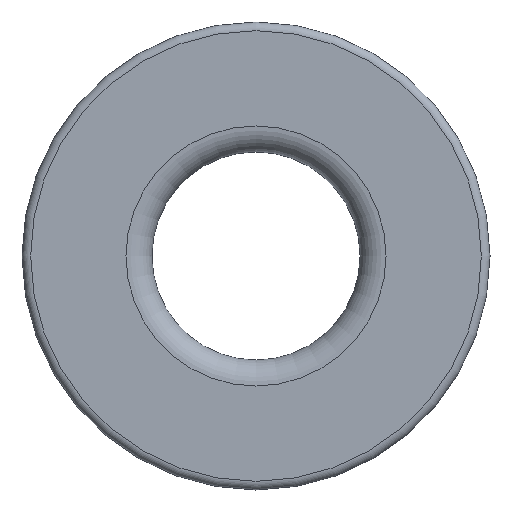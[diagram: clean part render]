
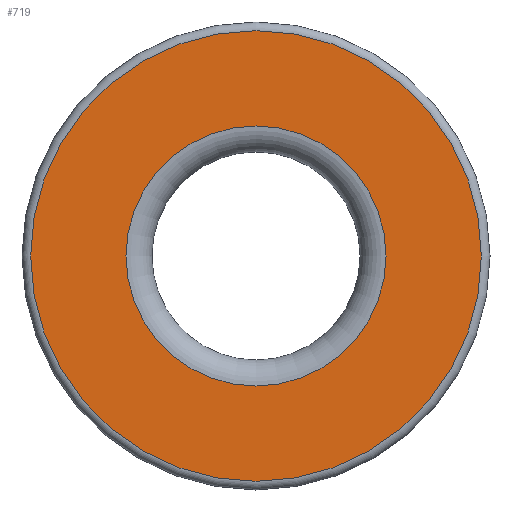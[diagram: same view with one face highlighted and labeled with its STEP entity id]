
A CAD part, front view. The second image highlights one B-rep face of the part: STEP entity #719.
In plain terms, the highlighted planar face has unit normal (0, -1, 0).
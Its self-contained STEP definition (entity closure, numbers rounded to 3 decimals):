
#15=FACE_BOUND('',#111,.T.);
#24=PLANE('',#786);
#62=FACE_OUTER_BOUND('',#110,.T.);
#110=EDGE_LOOP('',(#469));
#111=EDGE_LOOP('',(#470));
#165=CIRCLE('',#780,7.5);
#170=CIRCLE('',#787,13.);
#270=VERTEX_POINT('',#1251);
#274=VERTEX_POINT('',#1263);
#345=EDGE_CURVE('',#270,#270,#165,.T.);
#351=EDGE_CURVE('',#274,#274,#170,.T.);
#469=ORIENTED_EDGE('',*,*,#351,.F.);
#470=ORIENTED_EDGE('',*,*,#345,.F.);
#719=ADVANCED_FACE('',(#62,#15),#24,.T.);
#780=AXIS2_PLACEMENT_3D('',#1252,#936,#937);
#786=AXIS2_PLACEMENT_3D('',#1262,#949,#950);
#787=AXIS2_PLACEMENT_3D('',#1264,#951,#952);
#936=DIRECTION('center_axis',(0.,-1.,0.));
#937=DIRECTION('ref_axis',(0.,0.,-1.));
#949=DIRECTION('center_axis',(0.,-1.,0.));
#950=DIRECTION('ref_axis',(-1.,0.,0.));
#951=DIRECTION('center_axis',(0.,1.,0.));
#952=DIRECTION('ref_axis',(-1.,0.,0.));
#1251=CARTESIAN_POINT('',(0.,0.,-7.5));
#1252=CARTESIAN_POINT('Origin',(0.,0.,0.));
#1262=CARTESIAN_POINT('Origin',(0.,0.,0.));
#1263=CARTESIAN_POINT('',(0.,0.,13.));
#1264=CARTESIAN_POINT('Origin',(0.,0.,0.));
